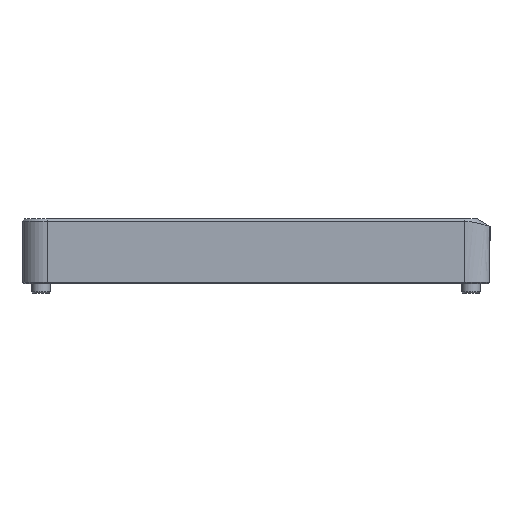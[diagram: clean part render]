
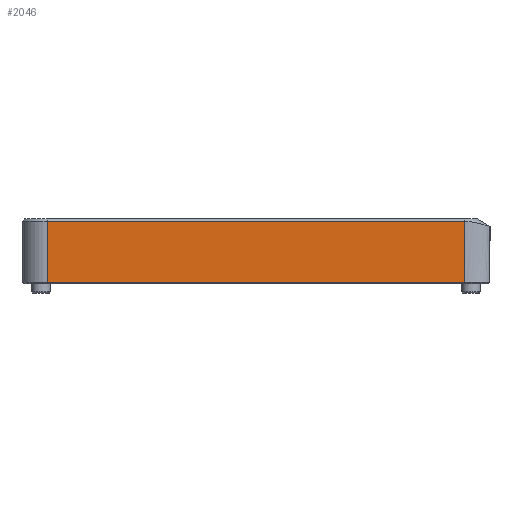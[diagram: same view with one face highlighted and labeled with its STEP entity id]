
A CAD part, left-side view. The second image highlights one B-rep face of the part: STEP entity #2046.
In plain terms, the highlighted planar face has unit normal (-1, 0, 0).
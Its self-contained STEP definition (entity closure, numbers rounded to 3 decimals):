
#320=FACE_OUTER_BOUND('',#468,.T.);
#468=EDGE_LOOP('',(#1835,#1836,#1837,#1838));
#554=LINE('',#3165,#742);
#560=LINE('',#3204,#748);
#657=LINE('',#3571,#845);
#658=LINE('',#3572,#846);
#742=VECTOR('',#2470,10.);
#748=VECTOR('',#2490,10.);
#845=VECTOR('',#2847,10.);
#846=VECTOR('',#2848,10.);
#921=VERTEX_POINT('',#3145);
#923=VERTEX_POINT('',#3161);
#930=VERTEX_POINT('',#3189);
#1030=VERTEX_POINT('',#3570);
#1137=EDGE_CURVE('',#921,#923,#554,.T.);
#1148=EDGE_CURVE('',#921,#930,#560,.T.);
#1303=EDGE_CURVE('',#1030,#930,#657,.T.);
#1304=EDGE_CURVE('',#923,#1030,#658,.T.);
#1835=ORIENTED_EDGE('',*,*,#1137,.F.);
#1836=ORIENTED_EDGE('',*,*,#1148,.T.);
#1837=ORIENTED_EDGE('',*,*,#1303,.F.);
#1838=ORIENTED_EDGE('',*,*,#1304,.F.);
#1926=PLANE('',#2265);
#2046=ADVANCED_FACE('',(#320),#1926,.T.);
#2265=AXIS2_PLACEMENT_3D('',#3569,#2845,#2846);
#2470=DIRECTION('',(0.,1.,0.));
#2490=DIRECTION('',(0.,0.,1.));
#2845=DIRECTION('center_axis',(-1.,0.,0.));
#2846=DIRECTION('ref_axis',(0.,-1.,0.));
#2847=DIRECTION('',(0.,-1.,0.));
#2848=DIRECTION('',(0.,0.,1.));
#3145=CARTESIAN_POINT('',(-3.475,-2.975,0.25));
#3161=CARTESIAN_POINT('',(-3.475,79.175,0.25));
#3165=CARTESIAN_POINT('',(-3.475,61.138,0.25));
#3189=CARTESIAN_POINT('',(-3.475,-2.975,12.3));
#3204=CARTESIAN_POINT('',(-3.475,-2.975,12.8));
#3569=CARTESIAN_POINT('Origin',(-3.475,84.175,0.));
#3570=CARTESIAN_POINT('',(-3.475,79.175,12.3));
#3571=CARTESIAN_POINT('',(-3.475,61.138,12.3));
#3572=CARTESIAN_POINT('',(-3.475,79.175,0.));
